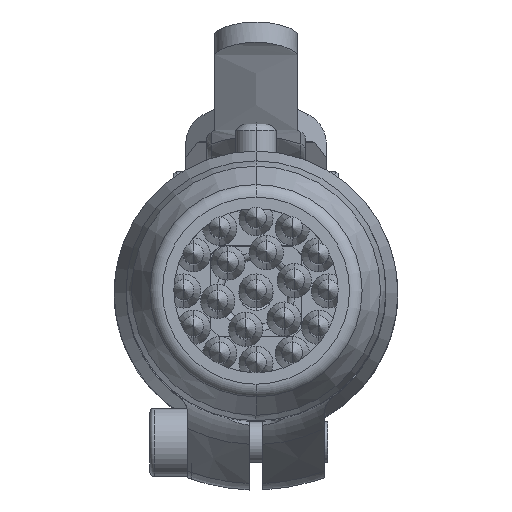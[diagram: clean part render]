
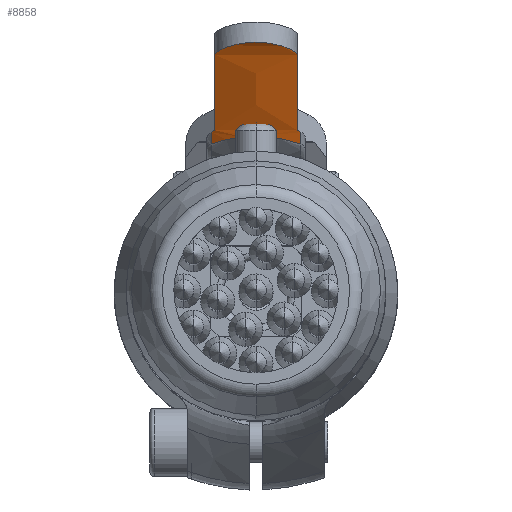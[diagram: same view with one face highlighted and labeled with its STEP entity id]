
A CAD part, top view. The second image highlights one B-rep face of the part: STEP entity #8858.
In plain terms, the highlighted free-form (B-spline) face has degree [3, 3] with [5, 4] control points.
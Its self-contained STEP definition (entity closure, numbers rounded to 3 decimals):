
#7783=CARTESIAN_POINT('',(6.579,6.171,11.421));
#7813=CARTESIAN_POINT('',(6.579,6.171,0.));
#7879=CARTESIAN_POINT('',(-6.,6.363,86.5));
#7880=CARTESIAN_POINT('',(-6.,6.363,86.909));
#7881=CARTESIAN_POINT('',(-5.916,6.39,87.733));
#7882=CARTESIAN_POINT('',(-5.535,6.505,88.928));
#7883=CARTESIAN_POINT('',(-4.903,6.679,90.037));
#7884=CARTESIAN_POINT('',(-4.041,6.879,90.996));
#7885=CARTESIAN_POINT('',(-3.,7.068,91.748));
#7886=CARTESIAN_POINT('',(-1.841,7.211,92.256));
#7887=CARTESIAN_POINT('',(-0.62,7.287,
92.511));
#7888=CARTESIAN_POINT('',(0.62,7.287,92.511));
#7889=CARTESIAN_POINT('',(1.841,7.211,92.256));
#7890=CARTESIAN_POINT('',(3.,7.068,91.748));
#7891=CARTESIAN_POINT('',(4.041,6.879,90.996));
#7892=CARTESIAN_POINT('',(4.903,6.679,90.037));
#7893=CARTESIAN_POINT('',(5.535,6.505,88.928));
#7894=CARTESIAN_POINT('',(5.916,6.39,87.733));
#7895=CARTESIAN_POINT('',(6.,6.363,86.909));
#7896=CARTESIAN_POINT('',(6.,6.363,86.5));
#7901=DIRECTION('',(0.,0.,1.));
#7902=VECTOR('',#7901,74.5);
#7903=CARTESIAN_POINT('',(6.,6.363,12.));
#7904=LINE('',#7903,#7902);
#7908=CARTESIAN_POINT('',(6.579,6.171,11.421));
#7909=CARTESIAN_POINT('',(6.515,6.193,11.485));
#7910=CARTESIAN_POINT('',(6.387,6.237,11.613));
#7911=CARTESIAN_POINT('',(6.194,6.301,11.806));
#7912=CARTESIAN_POINT('',(6.065,6.342,11.935));
#7913=CARTESIAN_POINT('',(6.,6.363,12.));
#7918=DIRECTION('',(0.,0.,-1.));
#7919=VECTOR('',#7918,11.421);
#7920=CARTESIAN_POINT('',(6.579,6.171,11.421));
#7921=LINE('',#7920,#7919);
#7925=CARTESIAN_POINT('',(-6.,6.363,12.));
#7926=CARTESIAN_POINT('',(-6.065,6.342,11.935));
#7927=CARTESIAN_POINT('',(-6.194,6.301,11.806));
#7928=CARTESIAN_POINT('',(-6.387,6.237,11.613));
#7929=CARTESIAN_POINT('',(-6.515,6.193,11.485));
#7930=CARTESIAN_POINT('',(-6.579,6.171,11.421));
#7935=DIRECTION('',(0.,0.,-1.));
#7936=VECTOR('',#7935,74.5);
#7937=CARTESIAN_POINT('',(-6.,6.363,86.5));
#7938=LINE('',#7937,#7936);
#8383=DIRECTION('',(0.,0.,-1.));
#8384=VECTOR('',#8383,11.421);
#8385=CARTESIAN_POINT('',(-6.579,6.171,11.421));
#8386=LINE('',#8385,#8384);
#8440=CARTESIAN_POINT('',(6.579,6.171,0.));
#8441=CARTESIAN_POINT('',(4.469,6.906,0.));
#8442=CARTESIAN_POINT('',(0.,7.662,0.));
#8443=CARTESIAN_POINT('',(-4.469,6.906,0.));
#8444=CARTESIAN_POINT('',(-6.579,6.171,0.));
#8497=VERTEX_POINT('',#7813);
#8498=VERTEX_POINT('',#8444);
#8536=VERTEX_POINT('',#7925);
#8537=VERTEX_POINT('',#7930);
#8553=VERTEX_POINT('',#7783);
#8554=VERTEX_POINT('',#7913);
#8564=CARTESIAN_POINT('',(6.,6.363,86.5));
#8565=VERTEX_POINT('',#8564);
#8566=VERTEX_POINT('',#7879);
#8822=CARTESIAN_POINT('',(6.832,6.081,94.36));
#8823=CARTESIAN_POINT('',(6.832,6.081,62.29));
#8824=CARTESIAN_POINT('',(6.832,6.081,30.22));
#8825=CARTESIAN_POINT('',(6.832,6.081,-1.85));
#8826=CARTESIAN_POINT('',(4.647,6.875,94.36));
#8827=CARTESIAN_POINT('',(4.647,6.875,62.29));
#8828=CARTESIAN_POINT('',(4.647,6.875,30.22));
#8829=CARTESIAN_POINT('',(4.647,6.875,-1.85));
#8830=CARTESIAN_POINT('',(0.,7.693,94.36));
#8831=CARTESIAN_POINT('',(0.,7.693,62.29));
#8832=CARTESIAN_POINT('',(0.,7.693,30.22));
#8833=CARTESIAN_POINT('',(0.,7.693,-1.85));
#8834=CARTESIAN_POINT('',(-4.647,6.875,94.36));
#8835=CARTESIAN_POINT('',(-4.647,6.875,62.29));
#8836=CARTESIAN_POINT('',(-4.647,6.875,30.22));
#8837=CARTESIAN_POINT('',(-4.647,6.875,
-1.85));
#8838=CARTESIAN_POINT('',(-6.832,6.081,94.36));
#8839=CARTESIAN_POINT('',(-6.832,6.081,62.29));
#8840=CARTESIAN_POINT('',(-6.832,6.081,30.22));
#8841=CARTESIAN_POINT('',(-6.832,6.081,
-1.85));
#8842=B_SPLINE_SURFACE_WITH_KNOTS('',3,3,((#8822,#8823,#8824,#8825),(#8826,
#8827,#8828,#8829),(#8830,#8831,#8832,#8833),(#8834,#8835,#8836,#8837),(#8838,
#8839,#8840,#8841)),.UNSPECIFIED.,.F.,.F.,.F.,(4,1,4),(4,4),(-0.02,
0.5,1.02),(-0.02,1.02),.UNSPECIFIED.);
#8844=ORIENTED_EDGE('',*,*,#8843,.T.);
#8846=ORIENTED_EDGE('',*,*,#8845,.F.);
#8847=ORIENTED_EDGE('',*,*,#8619,.F.);
#8848=ORIENTED_EDGE('',*,*,#8661,.T.);
#8850=ORIENTED_EDGE('',*,*,#8849,.T.);
#8852=ORIENTED_EDGE('',*,*,#8851,.F.);
#8853=ORIENTED_EDGE('',*,*,#8802,.F.);
#8855=ORIENTED_EDGE('',*,*,#8854,.F.);
#8856=EDGE_LOOP('',(#8844,#8846,#8847,#8848,#8850,#8852,#8853,#8855));
#8857=FACE_OUTER_BOUND('',#8856,.F.);
#7897=B_SPLINE_CURVE_WITH_KNOTS('',3,(#7879,#7880,#7881,#7882,#7883,#7884,#7885,
#7886,#7887,#7888,#7889,#7890,#7891,#7892,#7893,#7894,#7895,#7896),
.UNSPECIFIED.,.F.,.F.,(4,1,1,1,1,1,1,1,1,1,1,1,1,1,1,4),(0.,0.067,
0.133,0.2,0.267,0.333,0.4,
0.467,0.533,0.6,0.667,0.733,
0.8,0.867,0.933,1.),.UNSPECIFIED.);
#7914=B_SPLINE_CURVE_WITH_KNOTS('',3,(#7908,#7909,#7910,#7911,#7912,#7913),
.UNSPECIFIED.,.F.,.F.,(4,1,1,4),(0.,0.333,0.667,1.),
.UNSPECIFIED.);
#7931=B_SPLINE_CURVE_WITH_KNOTS('',3,(#7925,#7926,#7927,#7928,#7929,#7930),
.UNSPECIFIED.,.F.,.F.,(4,1,1,4),(0.,0.333,0.667,1.),
.UNSPECIFIED.);
#8445=B_SPLINE_CURVE_WITH_KNOTS('',3,(#8440,#8441,#8442,#8443,#8444),
.UNSPECIFIED.,.F.,.F.,(4,1,4),(0.,0.5,1.),.UNSPECIFIED.);
#8619=EDGE_CURVE('',#8553,#8554,#7914,.T.);
#8661=EDGE_CURVE('',#8553,#8497,#7921,.T.);
#8802=EDGE_CURVE('',#8536,#8537,#7931,.T.);
#8843=EDGE_CURVE('',#8566,#8565,#7897,.T.);
#8845=EDGE_CURVE('',#8554,#8565,#7904,.T.);
#8849=EDGE_CURVE('',#8497,#8498,#8445,.T.);
#8851=EDGE_CURVE('',#8537,#8498,#8386,.T.);
#8854=EDGE_CURVE('',#8566,#8536,#7938,.T.);
#8858=ADVANCED_FACE('',(#8857),#8842,.T.);
